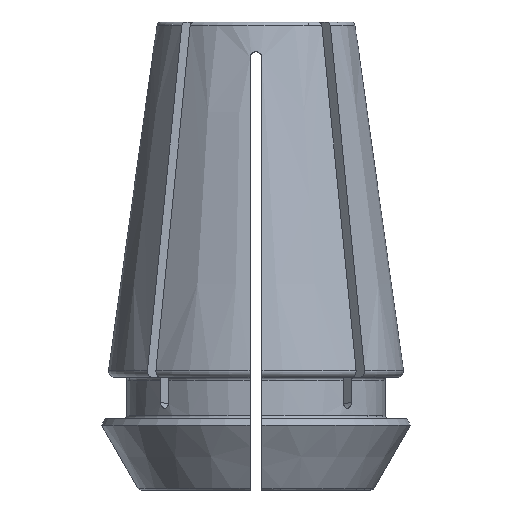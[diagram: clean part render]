
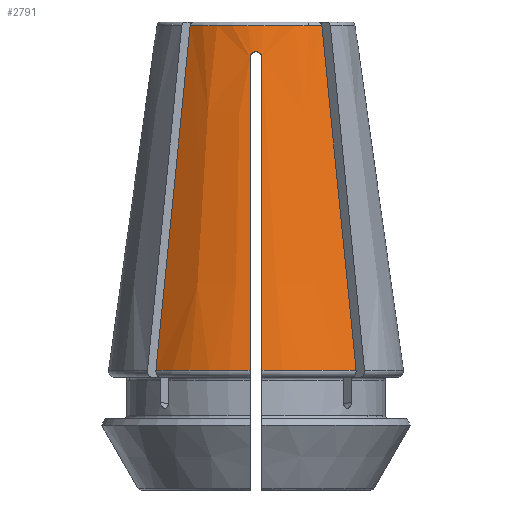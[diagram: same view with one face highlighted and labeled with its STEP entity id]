
A CAD part, front view. The second image highlights one B-rep face of the part: STEP entity #2791.
In plain terms, the highlighted conical face has half-angle 8 degrees and reference radius 6.641 mm.
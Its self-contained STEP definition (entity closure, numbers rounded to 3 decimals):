
#21=CONICAL_SURFACE('',#2977,6.641,0.14);
#160=CIRCLE('',#2970,9.936);
#165=CIRCLE('',#2978,6.677);
#166=CIRCLE('',#2979,9.936);
#714=ORIENTED_EDGE('',*,*,#1608,.T.);
#715=ORIENTED_EDGE('',*,*,#1621,.T.);
#716=ORIENTED_EDGE('',*,*,#1622,.F.);
#717=ORIENTED_EDGE('',*,*,#1623,.T.);
#718=ORIENTED_EDGE('',*,*,#1624,.T.);
#719=ORIENTED_EDGE('',*,*,#1625,.F.);
#720=ORIENTED_EDGE('',*,*,#1626,.T.);
#721=ORIENTED_EDGE('',*,*,#1627,.T.);
#1608=EDGE_CURVE('',#2061,#2060,#160,.T.);
#1621=EDGE_CURVE('',#2060,#2072,#2337,.T.);
#1622=EDGE_CURVE('',#2073,#2072,#165,.T.);
#1623=EDGE_CURVE('',#2073,#2074,#2338,.T.);
#1624=EDGE_CURVE('',#2074,#2075,#166,.T.);
#1625=EDGE_CURVE('',#2076,#2075,#2339,.T.);
#1626=EDGE_CURVE('',#2076,#2077,#2340,.T.);
#1627=EDGE_CURVE('',#2077,#2061,#2341,.T.);
#2060=VERTEX_POINT('',#4168);
#2061=VERTEX_POINT('',#4170);
#2072=VERTEX_POINT('',#4210);
#2073=VERTEX_POINT('',#4212);
#2074=VERTEX_POINT('',#4220);
#2075=VERTEX_POINT('',#4222);
#2076=VERTEX_POINT('',#4233);
#2077=VERTEX_POINT('',#4241);
#2337=B_SPLINE_CURVE_WITH_KNOTS('',3,(#4203,#4204,#4205,#4206,#4207,#4208,
#4209),.UNSPECIFIED.,.F.,.F.,(4,3,4),(0.,0.017,
0.023),.UNSPECIFIED.);
#2338=B_SPLINE_CURVE_WITH_KNOTS('',3,(#4213,#4214,#4215,#4216,#4217,#4218,
#4219),.UNSPECIFIED.,.F.,.F.,(4,3,4),(0.,0.012,
0.023),.UNSPECIFIED.);
#2339=B_SPLINE_CURVE_WITH_KNOTS('',3,(#4223,#4224,#4225,#4226,#4227,#4228,
#4229,#4230,#4231,#4232),.UNSPECIFIED.,.F.,.F.,(4,3,3,4),(0.01,
0.013,0.026,0.032),.UNSPECIFIED.);
#2340=B_SPLINE_CURVE_WITH_KNOTS('',3,(#4234,#4235,#4236,#4237,#4238,#4239,
#4240),.UNSPECIFIED.,.F.,.F.,(4,1,1,1,4),(0.,0.,
0.001,0.001,0.001),
 .UNSPECIFIED.);
#2341=B_SPLINE_CURVE_WITH_KNOTS('',3,(#4242,#4243,#4244,#4245,#4246,#4247,
#4248,#4249,#4250,#4251),.UNSPECIFIED.,.F.,.F.,(4,3,3,4),(0.01,
0.013,0.026,0.032),.UNSPECIFIED.);
#2459=EDGE_LOOP('',(#714,#715,#716,#717,#718,#719,#720,#721));
#2611=FACE_BOUND('',#2459,.T.);
#2791=ADVANCED_FACE('',(#2611),#21,.T.);
#2970=AXIS2_PLACEMENT_3D('',#4169,#3326,#3327);
#2977=AXIS2_PLACEMENT_3D('',#4202,#3346,#3347);
#2978=AXIS2_PLACEMENT_3D('',#4211,#3348,#3349);
#2979=AXIS2_PLACEMENT_3D('',#4221,#3350,#3351);
#3326=DIRECTION('',(0.,0.,1.));
#3327=DIRECTION('',(1.,0.,0.));
#3346=DIRECTION('',(0.,0.,-1.));
#3347=DIRECTION('',(-1.,0.,0.));
#3348=DIRECTION('',(0.,0.,1.));
#3349=DIRECTION('',(1.,0.,0.));
#3350=DIRECTION('',(0.,0.,1.));
#3351=DIRECTION('',(1.,0.,0.));
#4168=CARTESIAN_POINT('',(6.737,-7.303,3.256));
#4169=CARTESIAN_POINT('',(0.,0.,3.256));
#4170=CARTESIAN_POINT('',(0.4,-9.928,3.256));
#4202=CARTESIAN_POINT('',(0.,0.,26.7));
#4203=CARTESIAN_POINT('',(6.737,-7.303,3.256));
#4204=CARTESIAN_POINT('',(6.165,-6.73,9.014));
#4205=CARTESIAN_POINT('',(5.592,-6.157,14.772));
#4206=CARTESIAN_POINT('',(5.019,-5.584,20.53));
#4207=CARTESIAN_POINT('',(4.823,-5.388,22.5));
#4208=CARTESIAN_POINT('',(4.626,-5.192,24.471));
#4209=CARTESIAN_POINT('',(4.43,-4.996,26.442));
#4210=CARTESIAN_POINT('',(4.43,-4.996,26.442));
#4211=CARTESIAN_POINT('',(0.,0.,26.442));
#4212=CARTESIAN_POINT('',(-4.43,-4.996,26.442));
#4213=CARTESIAN_POINT('',(-4.43,-4.996,26.442));
#4214=CARTESIAN_POINT('',(-4.816,-5.381,22.572));
#4215=CARTESIAN_POINT('',(-5.201,-5.766,18.703));
#4216=CARTESIAN_POINT('',(-5.586,-6.151,14.833));
#4217=CARTESIAN_POINT('',(-5.97,-6.535,10.974));
#4218=CARTESIAN_POINT('',(-6.353,-6.919,7.115));
#4219=CARTESIAN_POINT('',(-6.737,-7.303,3.256));
#4220=CARTESIAN_POINT('',(-6.737,-7.303,3.256));
#4221=CARTESIAN_POINT('',(0.,0.,3.256));
#4222=CARTESIAN_POINT('',(-0.4,-9.928,3.256));
#4223=CARTESIAN_POINT('',(-0.4,-6.968,24.292));
#4224=CARTESIAN_POINT('',(-0.4,-7.079,23.504));
#4225=CARTESIAN_POINT('',(-0.4,-7.19,22.716));
#4226=CARTESIAN_POINT('',(-0.4,-7.301,21.928));
#4227=CARTESIAN_POINT('',(-0.4,-7.897,17.691));
#4228=CARTESIAN_POINT('',(-0.4,-8.493,13.454));
#4229=CARTESIAN_POINT('',(-0.4,-9.089,9.217));
#4230=CARTESIAN_POINT('',(-0.4,-9.369,7.23));
#4231=CARTESIAN_POINT('',(-0.4,-9.648,5.243));
#4232=CARTESIAN_POINT('',(-0.4,-9.928,3.256));
#4233=CARTESIAN_POINT('',(-0.4,-6.968,24.292));
#4234=CARTESIAN_POINT('',(-0.4,-6.968,24.292));
#4235=CARTESIAN_POINT('',(-0.4,-6.953,24.398));
#4236=CARTESIAN_POINT('',(-0.317,-6.929,24.608));
#4237=CARTESIAN_POINT('',(-0.001,-6.919,24.746));
#4238=CARTESIAN_POINT('',(0.317,-6.929,24.609));
#4239=CARTESIAN_POINT('',(0.4,-6.953,24.398));
#4240=CARTESIAN_POINT('',(0.4,-6.968,24.292));
#4241=CARTESIAN_POINT('',(0.4,-6.968,24.292));
#4242=CARTESIAN_POINT('',(0.4,-6.968,24.292));
#4243=CARTESIAN_POINT('',(0.4,-7.079,23.504));
#4244=CARTESIAN_POINT('',(0.4,-7.19,22.716));
#4245=CARTESIAN_POINT('',(0.4,-7.301,21.928));
#4246=CARTESIAN_POINT('',(0.4,-7.897,17.691));
#4247=CARTESIAN_POINT('',(0.4,-8.493,13.454));
#4248=CARTESIAN_POINT('',(0.4,-9.089,9.217));
#4249=CARTESIAN_POINT('',(0.4,-9.369,7.23));
#4250=CARTESIAN_POINT('',(0.4,-9.648,5.243));
#4251=CARTESIAN_POINT('',(0.4,-9.928,3.256));
